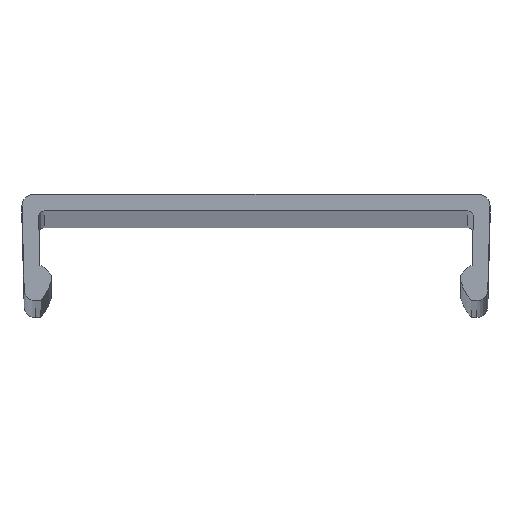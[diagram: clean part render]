
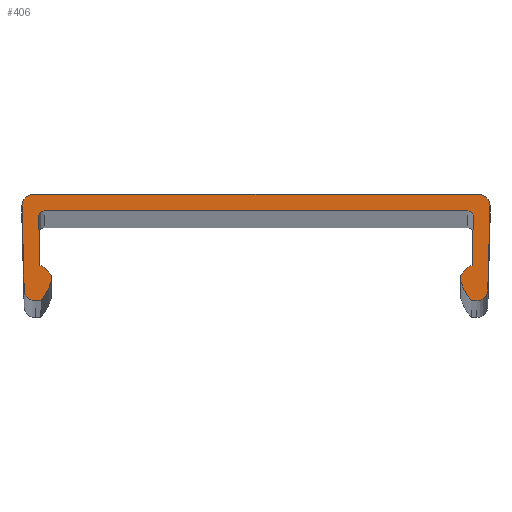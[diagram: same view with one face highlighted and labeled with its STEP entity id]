
A CAD part, top view. The second image highlights one B-rep face of the part: STEP entity #406.
In plain terms, the highlighted planar face has unit normal (0, 0, 1).
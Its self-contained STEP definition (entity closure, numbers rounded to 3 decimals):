
#17=PLANE('',#436);
#32=FACE_OUTER_BOUND('',#54,.T.);
#54=EDGE_LOOP('',(#291,#292,#293,#294,#295,#296,#297,#298,#299,#300,#301,
#302,#303,#304,#305,#306,#307,#308,#309,#310));
#75=LINE('',#608,#115);
#78=LINE('',#619,#118);
#82=LINE('',#632,#122);
#83=LINE('',#636,#123);
#84=LINE('',#640,#124);
#85=LINE('',#643,#125);
#86=LINE('',#647,#126);
#87=LINE('',#651,#127);
#88=LINE('',#655,#128);
#89=LINE('',#658,#129);
#115=VECTOR('',#481,4.488);
#118=VECTOR('',#492,38.894);
#122=VECTOR('',#504,7.747);
#123=VECTOR('',#507,0.5);
#124=VECTOR('',#510,0.5);
#125=VECTOR('',#513,4.488);
#126=VECTOR('',#516,0.5);
#127=VECTOR('',#519,0.526);
#128=VECTOR('',#522,7.734);
#129=VECTOR('',#525,40.947);
#152=CIRCLE('',#427,0.5);
#154=CIRCLE('',#431,0.5);
#155=CIRCLE('',#434,1.);
#157=CIRCLE('',#437,1.);
#158=CIRCLE('',#438,5.);
#159=CIRCLE('',#439,1.5);
#160=CIRCLE('',#440,1.5);
#161=CIRCLE('',#441,5.);
#162=CIRCLE('',#442,1.);
#163=CIRCLE('',#443,1.);
#173=VERTEX_POINT('',#598);
#174=VERTEX_POINT('',#600);
#176=VERTEX_POINT('',#606);
#179=VERTEX_POINT('',#613);
#180=VERTEX_POINT('',#615);
#181=VERTEX_POINT('',#622);
#182=VERTEX_POINT('',#623);
#185=VERTEX_POINT('',#631);
#186=VERTEX_POINT('',#633);
#187=VERTEX_POINT('',#635);
#188=VERTEX_POINT('',#637);
#189=VERTEX_POINT('',#639);
#190=VERTEX_POINT('',#641);
#191=VERTEX_POINT('',#644);
#192=VERTEX_POINT('',#646);
#193=VERTEX_POINT('',#648);
#194=VERTEX_POINT('',#650);
#195=VERTEX_POINT('',#652);
#196=VERTEX_POINT('',#654);
#197=VERTEX_POINT('',#656);
#213=EDGE_CURVE('',#173,#174,#152,.T.);
#217=EDGE_CURVE('',#173,#176,#75,.T.);
#220=EDGE_CURVE('',#179,#180,#154,.T.);
#222=EDGE_CURVE('',#179,#174,#78,.T.);
#224=EDGE_CURVE('',#181,#182,#155,.T.);
#228=EDGE_CURVE('',#181,#185,#82,.T.);
#229=EDGE_CURVE('',#186,#185,#157,.T.);
#230=EDGE_CURVE('',#186,#187,#83,.T.);
#231=EDGE_CURVE('',#187,#188,#158,.T.);
#232=EDGE_CURVE('',#188,#189,#84,.T.);
#233=EDGE_CURVE('',#189,#190,#159,.T.);
#234=EDGE_CURVE('',#190,#180,#85,.T.);
#235=EDGE_CURVE('',#176,#191,#160,.T.);
#236=EDGE_CURVE('',#191,#192,#86,.T.);
#237=EDGE_CURVE('',#192,#193,#161,.T.);
#238=EDGE_CURVE('',#193,#194,#87,.T.);
#239=EDGE_CURVE('',#195,#194,#162,.T.);
#240=EDGE_CURVE('',#195,#196,#88,.T.);
#241=EDGE_CURVE('',#197,#196,#163,.T.);
#242=EDGE_CURVE('',#197,#182,#89,.T.);
#291=ORIENTED_EDGE('',*,*,#224,.F.);
#292=ORIENTED_EDGE('',*,*,#228,.T.);
#293=ORIENTED_EDGE('',*,*,#229,.F.);
#294=ORIENTED_EDGE('',*,*,#230,.T.);
#295=ORIENTED_EDGE('',*,*,#231,.T.);
#296=ORIENTED_EDGE('',*,*,#232,.T.);
#297=ORIENTED_EDGE('',*,*,#233,.T.);
#298=ORIENTED_EDGE('',*,*,#234,.T.);
#299=ORIENTED_EDGE('',*,*,#220,.F.);
#300=ORIENTED_EDGE('',*,*,#222,.T.);
#301=ORIENTED_EDGE('',*,*,#213,.F.);
#302=ORIENTED_EDGE('',*,*,#217,.T.);
#303=ORIENTED_EDGE('',*,*,#235,.T.);
#304=ORIENTED_EDGE('',*,*,#236,.T.);
#305=ORIENTED_EDGE('',*,*,#237,.T.);
#306=ORIENTED_EDGE('',*,*,#238,.T.);
#307=ORIENTED_EDGE('',*,*,#239,.F.);
#308=ORIENTED_EDGE('',*,*,#240,.T.);
#309=ORIENTED_EDGE('',*,*,#241,.F.);
#310=ORIENTED_EDGE('',*,*,#242,.T.);
#406=ADVANCED_FACE('',(#32),#17,.T.);
#427=AXIS2_PLACEMENT_3D('',#601,#474,#475);
#431=AXIS2_PLACEMENT_3D('',#616,#487,#488);
#434=AXIS2_PLACEMENT_3D('',#624,#496,#497);
#436=AXIS2_PLACEMENT_3D('',#630,#502,#503);
#437=AXIS2_PLACEMENT_3D('',#634,#505,#506);
#438=AXIS2_PLACEMENT_3D('',#638,#508,#509);
#439=AXIS2_PLACEMENT_3D('',#642,#511,#512);
#440=AXIS2_PLACEMENT_3D('',#645,#514,#515);
#441=AXIS2_PLACEMENT_3D('',#649,#517,#518);
#442=AXIS2_PLACEMENT_3D('',#653,#520,#521);
#443=AXIS2_PLACEMENT_3D('',#657,#523,#524);
#474=DIRECTION('center_axis',(0.,0.,1.));
#475=DIRECTION('ref_axis',(0.716,0.698,0.));
#481=DIRECTION('',(-0.026,-1.,0.));
#487=DIRECTION('center_axis',(0.,0.,1.));
#488=DIRECTION('ref_axis',(-0.716,0.698,0.));
#492=DIRECTION('',(1.,0.,0.));
#496=DIRECTION('center_axis',(0.,0.,-1.));
#497=DIRECTION('ref_axis',(-0.716,0.698,0.));
#502=DIRECTION('center_axis',(0.,0.,1.));
#503=DIRECTION('ref_axis',(1.,0.,0.));
#504=DIRECTION('',(0.026,-1.,0.));
#505=DIRECTION('center_axis',(0.,0.,-1.));
#506=DIRECTION('ref_axis',(-0.688,-0.725,0.));
#507=DIRECTION('',(1.,0.026,0.));
#508=DIRECTION('center_axis',(0.,0.,1.));
#509=DIRECTION('ref_axis',(0.766,-0.643,0.));
#510=DIRECTION('',(-0.026,1.,0.));
#511=DIRECTION('center_axis',(0.,0.,1.));
#512=DIRECTION('ref_axis',(0.949,0.315,0.));
#513=DIRECTION('',(-0.026,1.,0.));
#514=DIRECTION('center_axis',(0.,0.,1.));
#515=DIRECTION('ref_axis',(-0.265,0.964,0.));
#516=DIRECTION('',(-0.026,-1.,0.));
#517=DIRECTION('center_axis',(0.,0.,1.));
#518=DIRECTION('ref_axis',(-0.956,-0.292,0.));
#519=DIRECTION('',(1.,0.,0.));
#520=DIRECTION('center_axis',(0.,0.,-1.));
#521=DIRECTION('ref_axis',(0.698,-0.716,0.));
#522=DIRECTION('',(0.026,1.,0.));
#523=DIRECTION('center_axis',(0.,0.,-1.));
#524=DIRECTION('ref_axis',(0.716,0.698,0.));
#525=DIRECTION('',(-1.,0.,0.));
#598=CARTESIAN_POINT('',(41.447,-2.013,885.));
#600=CARTESIAN_POINT('',(40.947,-1.5,885.));
#601=CARTESIAN_POINT('Origin',(40.947,-2.,885.));
#606=CARTESIAN_POINT('',(41.329,-6.5,885.));
#608=CARTESIAN_POINT('',(41.329,-6.5,885.));
#613=CARTESIAN_POINT('',(2.053,-1.5,885.));
#615=CARTESIAN_POINT('',(1.553,-2.013,885.));
#616=CARTESIAN_POINT('Origin',(2.053,-2.,885.));
#619=CARTESIAN_POINT('',(41.46,-1.5,885.));
#622=CARTESIAN_POINT('',(0.027,-1.026,885.));
#623=CARTESIAN_POINT('',(1.027,0.,885.));
#624=CARTESIAN_POINT('Origin',(1.027,-1.,885.));
#630=CARTESIAN_POINT('Origin',(40.781,-6.949,885.));
#631=CARTESIAN_POINT('',(0.23,-8.771,885.));
#632=CARTESIAN_POINT('',(0.256,-9.77,885.));
#633=CARTESIAN_POINT('',(1.256,-9.744,885.));
#634=CARTESIAN_POINT('Origin',(1.229,-8.745,885.));
#635=CARTESIAN_POINT('',(1.755,-9.731,885.));
#636=CARTESIAN_POINT('',(1.755,-9.731,885.));
#637=CARTESIAN_POINT('',(2.71,-7.973,885.));
#638=CARTESIAN_POINT('Origin',(-2.073,-6.515,885.));
#639=CARTESIAN_POINT('',(2.697,-7.473,885.));
#640=CARTESIAN_POINT('',(2.697,-7.473,885.));
#641=CARTESIAN_POINT('',(1.671,-6.5,885.));
#642=CARTESIAN_POINT('Origin',(1.273,-7.946,885.));
#643=CARTESIAN_POINT('',(1.54,-1.5,885.));
#644=CARTESIAN_POINT('',(40.303,-7.473,885.));
#645=CARTESIAN_POINT('Origin',(41.727,-7.946,885.));
#646=CARTESIAN_POINT('',(40.29,-7.973,885.));
#647=CARTESIAN_POINT('',(40.29,-7.973,885.));
#648=CARTESIAN_POINT('',(41.245,-9.731,885.));
#649=CARTESIAN_POINT('Origin',(45.073,-6.515,885.));
#650=CARTESIAN_POINT('',(41.771,-9.731,885.));
#651=CARTESIAN_POINT('',(42.745,-9.731,885.));
#652=CARTESIAN_POINT('',(42.771,-8.757,885.));
#653=CARTESIAN_POINT('Origin',(41.771,-8.731,885.));
#654=CARTESIAN_POINT('',(42.973,-1.026,885.));
#655=CARTESIAN_POINT('',(43.,0.,885.));
#656=CARTESIAN_POINT('',(41.973,0.,885.));
#657=CARTESIAN_POINT('Origin',(41.973,-1.,885.));
#658=CARTESIAN_POINT('',(0.,0.,885.));
